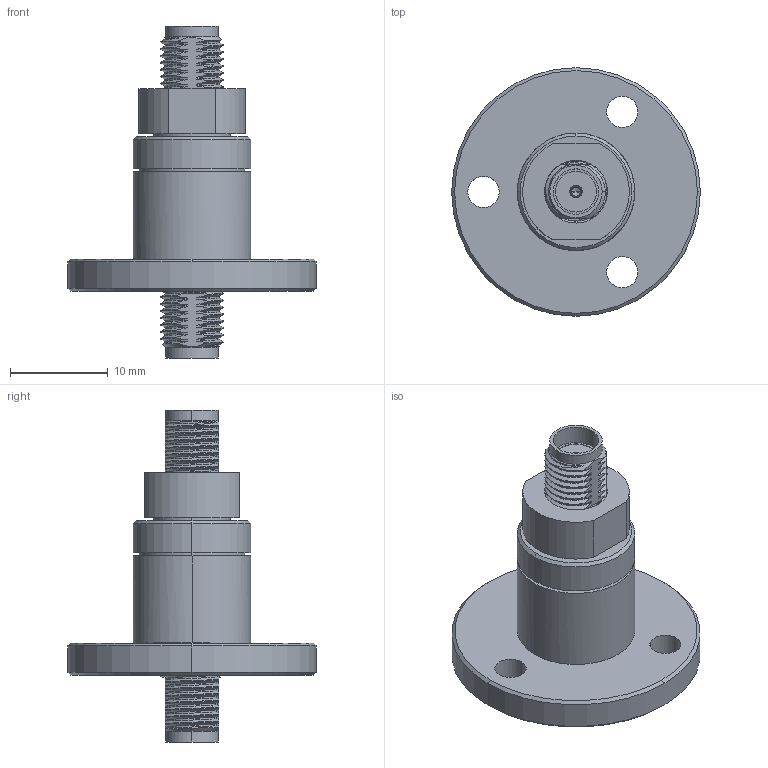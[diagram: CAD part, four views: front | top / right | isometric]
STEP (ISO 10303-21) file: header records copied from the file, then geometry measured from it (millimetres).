
FILE_DESCRIPTION (( 'STEP AP214' ), '1' );
FILE_NAME ('CN-SFISFI-SZ1.STEP', '2025-08-14T16:50:19', ( '' ), ( '' ), 'SwSTEP 2.0', 'SolidWorks 2021', '' );
FILE_SCHEMA (( 'AUTOMOTIVE_DESIGN' ));
Products named in the file (1): CN-SFISFI-SZ1
Bounding box: 25.4 x 25.4 x 33.92 mm (x, y, z)
Surface area: 4459.7 mm2 (no closed solid volume)
Topology: 0 solids, 5 shells, 444 faces, 1183 edges, 773 vertices
Faces by surface type: cylinder 181, bspline 163, plane 73, cone 27
Entity records: 115988 total; most frequent: CARTESIAN_POINT 106550, ORIENTED_EDGE 2358, DIRECTION 1254, EDGE_CURVE 1179, VERTEX_POINT 773, B_SPLINE_CURVE_WITH_KNOTS 675, EDGE_LOOP 488, AXIS2_PLACEMENT_3D 468
